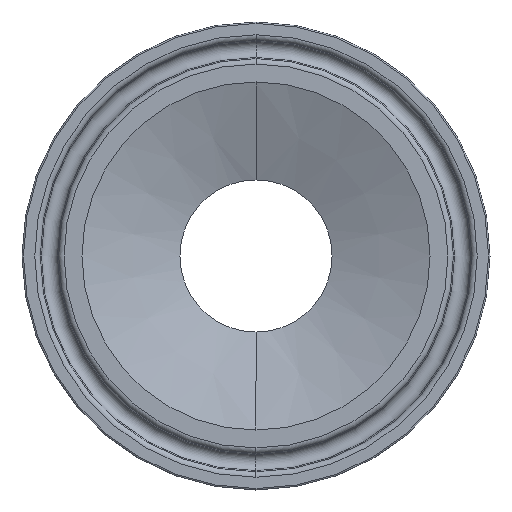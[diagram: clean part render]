
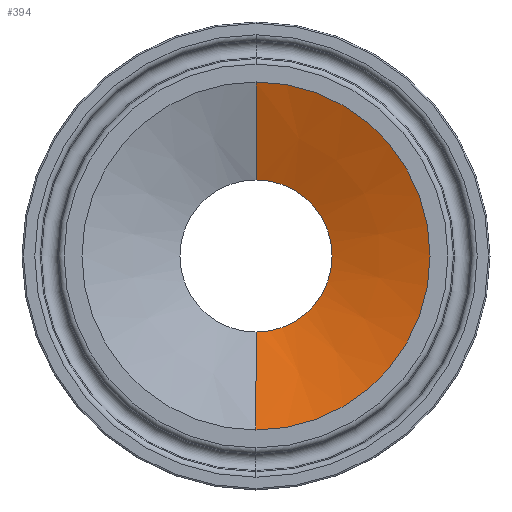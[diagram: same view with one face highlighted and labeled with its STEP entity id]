
A CAD part, left-side view. The second image highlights one B-rep face of the part: STEP entity #394.
In plain terms, the highlighted conical face has half-angle 70 degrees and reference radius 23.8 mm.
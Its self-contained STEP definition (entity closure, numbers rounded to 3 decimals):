
#35 = CIRCLE ( 'NONE', #692, 23.8 ) ;
#38 = DIRECTION ( 'NONE',  ( -1., 0., 0. ) ) ;
#61 = LINE ( 'NONE', #845, #489 ) ;
#76 = DIRECTION ( 'NONE',  ( -0.342, 0., 0.94 ) ) ;
#102 = VERTEX_POINT ( 'NONE', #824 ) ;
#110 = VECTOR ( 'NONE', #76, 1000. ) ;
#154 = CARTESIAN_POINT ( 'NONE',  ( 0., 0., 0. ) ) ;
#164 = DIRECTION ( 'NONE',  ( 0., 0., 1. ) ) ;
#167 = LINE ( 'NONE', #519, #110 ) ;
#211 = CARTESIAN_POINT ( 'NONE',  ( 4.877, 0., -10.4 ) ) ;
#244 = CARTESIAN_POINT ( 'NONE',  ( 4.877, 0., 0. ) ) ;
#361 = FACE_OUTER_BOUND ( 'NONE', #699, .T. ) ;
#381 = ORIENTED_EDGE ( 'NONE', *, *, #959, .F. ) ;
#394 = ADVANCED_FACE ( 'NONE', ( #361 ), #781, .F. ) ;
#422 = CIRCLE ( 'NONE', #589, 10.4 ) ;
#438 = EDGE_CURVE ( 'NONE', #801, #655, #61, .T. ) ;
#489 = VECTOR ( 'NONE', #1108, 1000. ) ;
#519 = CARTESIAN_POINT ( 'NONE',  ( 0., 0., 23.8 ) ) ;
#535 = AXIS2_PLACEMENT_3D ( 'NONE', #963, #712, #164 ) ;
#546 = EDGE_CURVE ( 'NONE', #645, #102, #167, .T. ) ;
#566 = CARTESIAN_POINT ( 'NONE',  ( 0., 0., -23.8 ) ) ;
#589 = AXIS2_PLACEMENT_3D ( 'NONE', #244, #610, #966 ) ;
#610 = DIRECTION ( 'NONE',  ( -1., 0., 0. ) ) ;
#626 = ORIENTED_EDGE ( 'NONE', *, *, #546, .F. ) ;
#645 = VERTEX_POINT ( 'NONE', #723 ) ;
#655 = VERTEX_POINT ( 'NONE', #566 ) ;
#692 = AXIS2_PLACEMENT_3D ( 'NONE', #154, #38, #810 ) ;
#699 = EDGE_LOOP ( 'NONE', ( #381, #1065, #1077, #626 ) ) ;
#712 = DIRECTION ( 'NONE',  ( -1., 0., 0. ) ) ;
#723 = CARTESIAN_POINT ( 'NONE',  ( 4.877, 0., 10.4 ) ) ;
#781 = CONICAL_SURFACE ( 'NONE', #535, 23.8, 1.222 ) ;
#801 = VERTEX_POINT ( 'NONE', #211 ) ;
#810 = DIRECTION ( 'NONE',  ( 0., 0., 1. ) ) ;
#824 = CARTESIAN_POINT ( 'NONE',  ( 0., 0., 23.8 ) ) ;
#845 = CARTESIAN_POINT ( 'NONE',  ( 0., 0., -23.8 ) ) ;
#959 = EDGE_CURVE ( 'NONE', #801, #645, #422, .T. ) ;
#963 = CARTESIAN_POINT ( 'NONE',  ( 0., 0., 0. ) ) ;
#966 = DIRECTION ( 'NONE',  ( 0., 0., 1. ) ) ;
#1065 = ORIENTED_EDGE ( 'NONE', *, *, #438, .T. ) ;
#1071 = EDGE_CURVE ( 'NONE', #655, #102, #35, .T. ) ;
#1077 = ORIENTED_EDGE ( 'NONE', *, *, #1071, .T. ) ;
#1108 = DIRECTION ( 'NONE',  ( -0.342, 0., -0.94 ) ) ;
